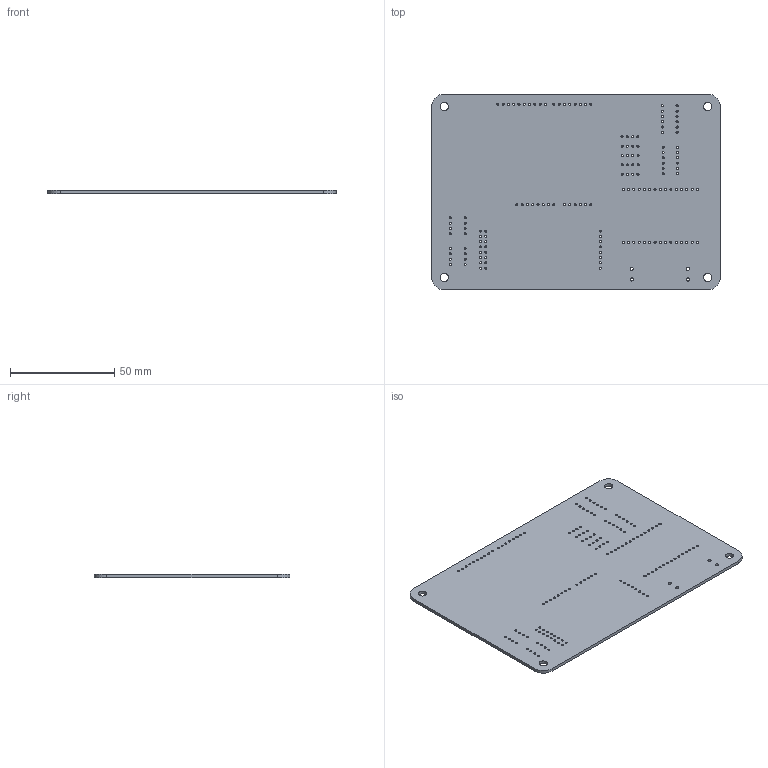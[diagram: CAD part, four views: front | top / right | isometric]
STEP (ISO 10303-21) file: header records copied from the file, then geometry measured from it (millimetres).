
FILE_DESCRIPTION(('KiCad electronic assembly'),'2;1');
FILE_NAME('mb1.step','2025-10-04T22:13:43',('Pcbnew'),('Kicad'), 'Open CASCADE STEP processor 7.9','KiCad to STEP converter','Unknown' );
FILE_SCHEMA(('AUTOMOTIVE_DESIGN { 1 0 10303 214 1 1 1 1 }'));
Length unit declared in the file: millimetre
Products named in the file (2): mb1 1; mb_PCB
Assembly tree (1 placements, depth 2):
  mb1 1
    mb_PCB
Bounding box: 138.5 x 94 x 1.51 mm (x, y, z)
Volume: 19350.6 mm3; surface area: 27116.7 mm2
Topology: 1 solids, 1 shells, 164 faces, 486 edges, 324 vertices
Faces by surface type: cylinder 158, plane 6
Full cylindrical faces by diameter (mm): 1 x116, 1.02 x30, 1.52 x4, 4 x4
Entity records: 6339 total; most frequent: DIRECTION 1134, CARTESIAN_POINT 976, ORIENTED_EDGE 972, EDGE_CURVE 486, AXIS2_PLACEMENT_3D 482, FACE_BOUND 472, EDGE_LOOP 472, VERTEX_POINT 324
